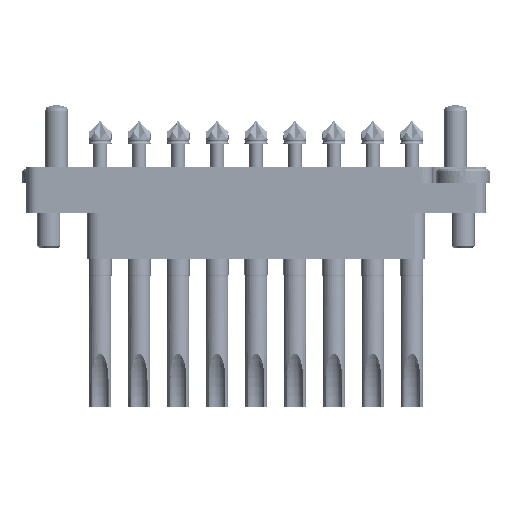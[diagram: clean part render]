
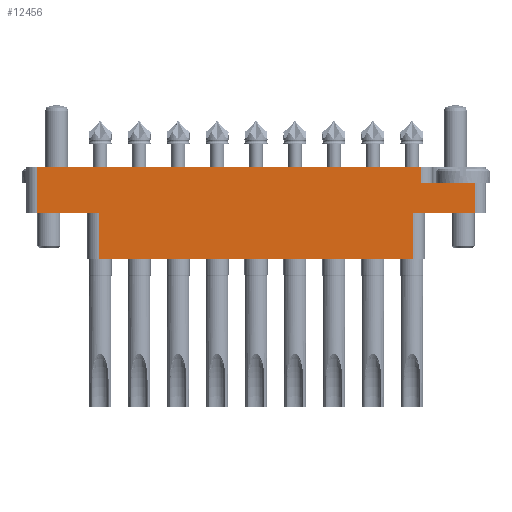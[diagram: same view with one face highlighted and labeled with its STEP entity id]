
A CAD part, left-side view. The second image highlights one B-rep face of the part: STEP entity #12456.
In plain terms, the highlighted planar face has unit normal (-1, 0, 0).
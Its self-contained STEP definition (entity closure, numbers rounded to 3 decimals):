
#233 = VECTOR ( 'NONE', #8215, 1000. ) ;
#1092 = CARTESIAN_POINT ( 'NONE',  ( -14.35, 20.5, -6. ) ) ;
#1712 = LINE ( 'NONE', #27601, #233 ) ;
#3233 = DIRECTION ( 'NONE',  ( 0., -1., 0. ) ) ;
#3302 = VERTEX_POINT ( 'NONE', #17399 ) ;
#3308 = ORIENTED_EDGE ( 'NONE', *, *, #7392, .T. ) ;
#3649 = VERTEX_POINT ( 'NONE', #16046 ) ;
#4114 = ORIENTED_EDGE ( 'NONE', *, *, #6885, .F. ) ;
#4123 = ORIENTED_EDGE ( 'NONE', *, *, #20028, .T. ) ;
#4478 = CARTESIAN_POINT ( 'NONE',  ( -14.35, 20.5, -12. ) ) ;
#4600 = VERTEX_POINT ( 'NONE', #27354 ) ;
#4791 = EDGE_CURVE ( 'NONE', #4600, #3302, #13232, .T. ) ;
#5580 = VERTEX_POINT ( 'NONE', #23659 ) ;
#5781 = DIRECTION ( 'NONE',  ( 0., 0., 1. ) ) ;
#6041 = DIRECTION ( 'NONE',  ( 0., 0., -1. ) ) ;
#6885 = EDGE_CURVE ( 'NONE', #24813, #3302, #20965, .T. ) ;
#6969 = VECTOR ( 'NONE', #3233, 1000. ) ;
#7392 = EDGE_CURVE ( 'NONE', #5580, #3649, #24278, .T. ) ;
#7395 = DIRECTION ( 'NONE',  ( 0., -1., 0. ) ) ;
#8171 = VECTOR ( 'NONE', #25716, 1000. ) ;
#8215 = DIRECTION ( 'NONE',  ( 0., -1., 0. ) ) ;
#8476 = ORIENTED_EDGE ( 'NONE', *, *, #8660, .T. ) ;
#8660 = EDGE_CURVE ( 'NONE', #24813, #14417, #26282, .T. ) ;
#8942 = EDGE_LOOP ( 'NONE', ( #23526, #16728, #4114, #8476, #19931, #4123, #15802, #25524, #3308, #11899 ) ) ;
#10196 = DIRECTION ( 'NONE',  ( 0., -1., 0. ) ) ;
#10976 = CARTESIAN_POINT ( 'NONE',  ( -14.35, 28.5, -6. ) ) ;
#11899 = ORIENTED_EDGE ( 'NONE', *, *, #18111, .T. ) ;
#12456 = ADVANCED_FACE ( 'NONE', ( #23608 ), #16812, .T. ) ;
#12708 = VECTOR ( 'NONE', #22020, 1000. ) ;
#12714 = VECTOR ( 'NONE', #6041, 1000. ) ;
#13197 = EDGE_CURVE ( 'NONE', #14417, #18967, #15843, .T. ) ;
#13232 = LINE ( 'NONE', #24145, #12708 ) ;
#13726 = LINE ( 'NONE', #17709, #21648 ) ;
#13753 = EDGE_CURVE ( 'NONE', #4600, #14566, #1712, .T. ) ;
#14417 = VERTEX_POINT ( 'NONE', #20539 ) ;
#14566 = VERTEX_POINT ( 'NONE', #21512 ) ;
#14971 = CARTESIAN_POINT ( 'NONE',  ( -14.35, 30., -6. ) ) ;
#15236 = VERTEX_POINT ( 'NONE', #4478 ) ;
#15802 = ORIENTED_EDGE ( 'NONE', *, *, #17580, .F. ) ;
#15843 = LINE ( 'NONE', #22372, #18359 ) ;
#16046 = CARTESIAN_POINT ( 'NONE',  ( -14.35, -28.5, -6. ) ) ;
#16220 = CARTESIAN_POINT ( 'NONE',  ( -14.35, 28.5, 0. ) ) ;
#16703 = CARTESIAN_POINT ( 'NONE',  ( -14.35, 30., 0. ) ) ;
#16728 = ORIENTED_EDGE ( 'NONE', *, *, #4791, .T. ) ;
#16812 = PLANE ( 'NONE',  #21105 ) ;
#16909 = CARTESIAN_POINT ( 'NONE',  ( -14.35, 22., -12. ) ) ;
#17166 = LINE ( 'NONE', #25421, #12714 ) ;
#17304 = CARTESIAN_POINT ( 'NONE',  ( -14.35, -20.5, -12. ) ) ;
#17399 = CARTESIAN_POINT ( 'NONE',  ( -14.35, -21.53, 0. ) ) ;
#17580 = EDGE_CURVE ( 'NONE', #26777, #15236, #19185, .T. ) ;
#17709 = CARTESIAN_POINT ( 'NONE',  ( -14.35, -28.5, -6. ) ) ;
#18111 = EDGE_CURVE ( 'NONE', #3649, #14566, #13726, .T. ) ;
#18359 = VECTOR ( 'NONE', #7395, 1000. ) ;
#18494 = CARTESIAN_POINT ( 'NONE',  ( -14.35, -20.5, -6. ) ) ;
#18581 = VECTOR ( 'NONE', #5781, 1000. ) ;
#18967 = VERTEX_POINT ( 'NONE', #1092 ) ;
#19185 = LINE ( 'NONE', #16909, #8171 ) ;
#19593 = DIRECTION ( 'NONE',  ( 0., 0., -1. ) ) ;
#19691 = DIRECTION ( 'NONE',  ( 0., 0., 1. ) ) ;
#19742 = VECTOR ( 'NONE', #19593, 1000. ) ;
#19931 = ORIENTED_EDGE ( 'NONE', *, *, #13197, .T. ) ;
#20028 = EDGE_CURVE ( 'NONE', #18967, #15236, #17166, .T. ) ;
#20298 = EDGE_CURVE ( 'NONE', #26777, #5580, #25152, .T. ) ;
#20539 = CARTESIAN_POINT ( 'NONE',  ( -14.35, 28.5, -6. ) ) ;
#20687 = DIRECTION ( 'NONE',  ( 0., -1., 0. ) ) ;
#20965 = LINE ( 'NONE', #16703, #24787 ) ;
#21105 = AXIS2_PLACEMENT_3D ( 'NONE', #14971, #23481, #10196 ) ;
#21512 = CARTESIAN_POINT ( 'NONE',  ( -14.35, -28.5, -2.1 ) ) ;
#21648 = VECTOR ( 'NONE', #19691, 1000. ) ;
#22020 = DIRECTION ( 'NONE',  ( 0., 0., 1. ) ) ;
#22165 = CARTESIAN_POINT ( 'NONE',  ( -14.35, 30., -6. ) ) ;
#22372 = CARTESIAN_POINT ( 'NONE',  ( -14.35, 30., -6. ) ) ;
#23481 = DIRECTION ( 'NONE',  ( -1., 0., 0. ) ) ;
#23526 = ORIENTED_EDGE ( 'NONE', *, *, #13753, .F. ) ;
#23608 = FACE_OUTER_BOUND ( 'NONE', #8942, .T. ) ;
#23659 = CARTESIAN_POINT ( 'NONE',  ( -14.35, -20.5, -6. ) ) ;
#24145 = CARTESIAN_POINT ( 'NONE',  ( -14.35, -21.53, 0. ) ) ;
#24278 = LINE ( 'NONE', #22165, #6969 ) ;
#24787 = VECTOR ( 'NONE', #20687, 1000. ) ;
#24813 = VERTEX_POINT ( 'NONE', #16220 ) ;
#25152 = LINE ( 'NONE', #18494, #18581 ) ;
#25421 = CARTESIAN_POINT ( 'NONE',  ( -14.35, 20.5, -12. ) ) ;
#25524 = ORIENTED_EDGE ( 'NONE', *, *, #20298, .T. ) ;
#25716 = DIRECTION ( 'NONE',  ( 0., 1., 0. ) ) ;
#26282 = LINE ( 'NONE', #10976, #19742 ) ;
#26777 = VERTEX_POINT ( 'NONE', #17304 ) ;
#27354 = CARTESIAN_POINT ( 'NONE',  ( -14.35, -21.53, -2.1 ) ) ;
#27601 = CARTESIAN_POINT ( 'NONE',  ( -14.35, -30., -2.1 ) ) ;
